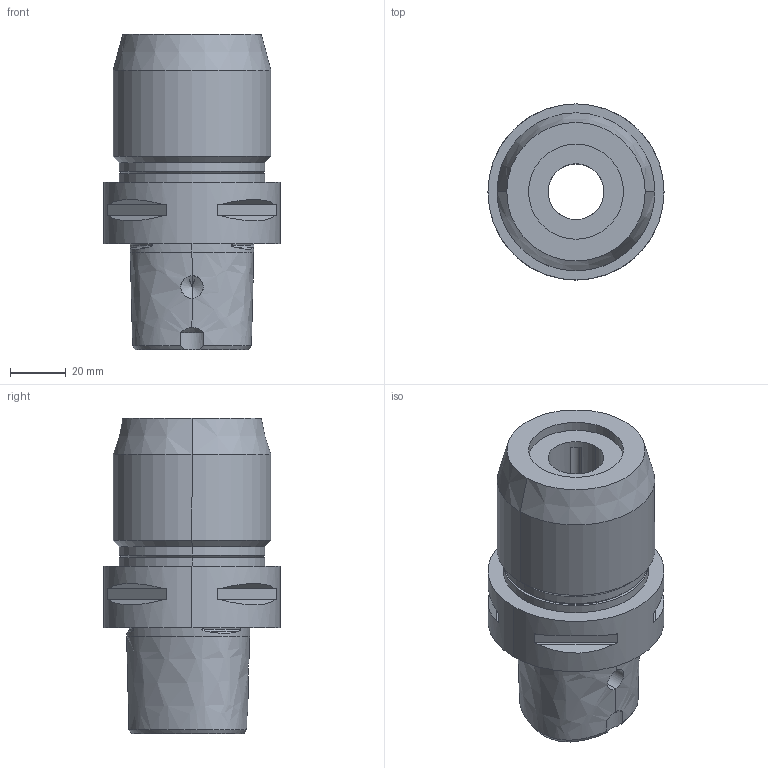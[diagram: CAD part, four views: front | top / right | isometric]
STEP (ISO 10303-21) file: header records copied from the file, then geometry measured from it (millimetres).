
FILE_DESCRIPTION (( 'STEP AP203' ), '1' );
FILE_NAME ('STP-143.463G.20.075.STEP', '2017-12-21T03:08:26', ( '' ), ( '' ), 'SwSTEP 2.0', 'SolidWorks 2015', '' );
FILE_SCHEMA (( 'CONFIG_CONTROL_DESIGN' ));
Length unit declared in the file: millimetre
Products named in the file (1): STP-143.463G.20.075
Bounding box: 63 x 63 x 113 mm (x, y, z)
Volume: 198104 mm3; surface area: 33718.4 mm2
Topology: 1 solids, 1 shells, 104 faces, 246 edges, 153 vertices
Faces by surface type: plane 36, cylinder 33, cone 20, torus 9, bspline 6
Entity records: 5501 total; most frequent: CARTESIAN_POINT 3059, DIRECTION 504, ORIENTED_EDGE 488, EDGE_CURVE 244, AXIS2_PLACEMENT_3D 214, VERTEX_POINT 153, EDGE_LOOP 119, CIRCLE 115
